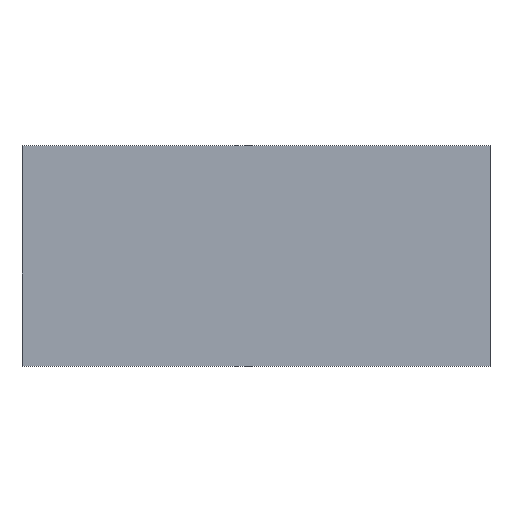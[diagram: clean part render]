
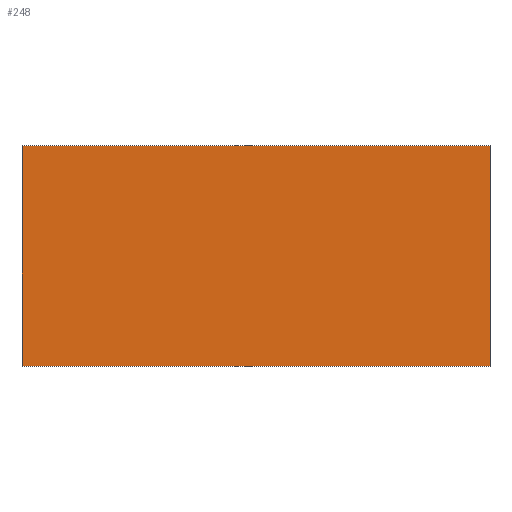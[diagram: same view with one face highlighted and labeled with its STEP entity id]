
A CAD part, top view. The second image highlights one B-rep face of the part: STEP entity #248.
In plain terms, the highlighted planar face has unit normal (0, 0, 1).
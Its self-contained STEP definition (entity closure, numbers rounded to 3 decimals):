
#212=AXIS2_PLACEMENT_3D('Plane Axis2P3D',#209,#210,#211) ;
#209=CARTESIAN_POINT('Axis2P3D Location',(0.,4.,3.2)) ;
#214=CARTESIAN_POINT('Line Origine',(8.5,8.,3.2)) ;
#218=CARTESIAN_POINT('Vertex',(17.,8.,3.2)) ;
#220=CARTESIAN_POINT('Vertex',(0.,8.,3.2)) ;
#223=CARTESIAN_POINT('Line Origine',(0.,4.,3.2)) ;
#227=CARTESIAN_POINT('Vertex',(0.,0.,3.2)) ;
#230=CARTESIAN_POINT('Line Origine',(8.5,0.,3.2)) ;
#234=CARTESIAN_POINT('Vertex',(17.,0.,3.2)) ;
#237=CARTESIAN_POINT('Line Origine',(17.,4.,3.2)) ;
#210=DIRECTION('Axis2P3D Direction',(0.,0.,1.)) ;
#211=DIRECTION('Axis2P3D XDirection',(0.,-1.,0.)) ;
#215=DIRECTION('Vector Direction',(-1.,0.,0.)) ;
#224=DIRECTION('Vector Direction',(0.,1.,0.)) ;
#231=DIRECTION('Vector Direction',(1.,0.,0.)) ;
#238=DIRECTION('Vector Direction',(0.,-1.,0.)) ;
#216=VECTOR('Line Direction',#215,1.) ;
#225=VECTOR('Line Direction',#224,1.) ;
#232=VECTOR('Line Direction',#231,1.) ;
#239=VECTOR('Line Direction',#238,1.) ;
#243=ORIENTED_EDGE('',*,*,#222,.T.) ;
#244=ORIENTED_EDGE('',*,*,#229,.T.) ;
#245=ORIENTED_EDGE('',*,*,#236,.T.) ;
#246=ORIENTED_EDGE('',*,*,#241,.T.) ;
#248=ADVANCED_FACE('S3D gedreht',(#247),#213,.T.) ;
#222=EDGE_CURVE('',#219,#221,#217,.T.) ;
#229=EDGE_CURVE('',#221,#228,#226,.F.) ;
#236=EDGE_CURVE('',#228,#235,#233,.T.) ;
#241=EDGE_CURVE('',#235,#219,#240,.F.) ;
#242=EDGE_LOOP('',(#243,#244,#245,#246)) ;
#247=FACE_OUTER_BOUND('',#242,.T.) ;
#217=LINE('Line',#214,#216) ;
#226=LINE('Line',#223,#225) ;
#233=LINE('Line',#230,#232) ;
#240=LINE('Line',#237,#239) ;
#213=PLANE('',#212) ;
#219=VERTEX_POINT('',#218) ;
#221=VERTEX_POINT('',#220) ;
#228=VERTEX_POINT('',#227) ;
#235=VERTEX_POINT('',#234) ;
